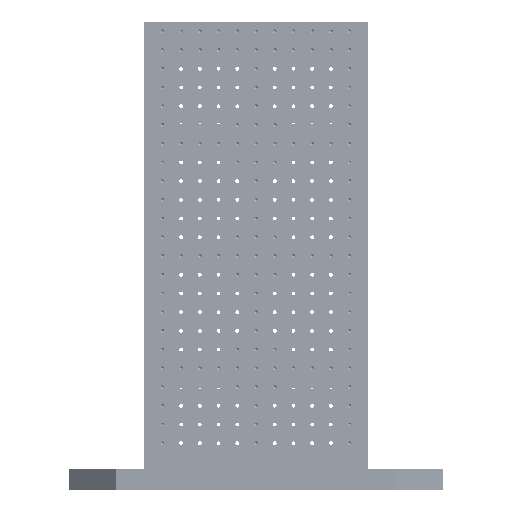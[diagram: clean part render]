
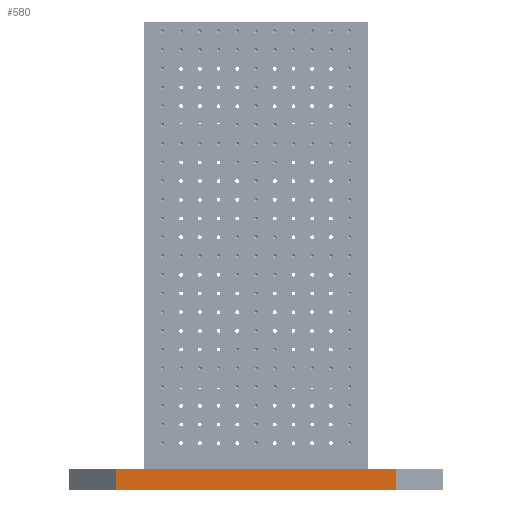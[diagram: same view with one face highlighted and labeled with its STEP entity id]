
A CAD part, left-side view. The second image highlights one B-rep face of the part: STEP entity #580.
In plain terms, the highlighted planar face has unit normal (-1, 0, 0).
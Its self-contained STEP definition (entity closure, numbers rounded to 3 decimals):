
#580 = ADVANCED_FACE( '', ( #4741 ), #4742, .F. );
#4741 = FACE_OUTER_BOUND( '', #12056, .T. );
#4742 = PLANE( '', #12057 );
#12056 = EDGE_LOOP( '', ( #22597, #22598, #22599, #22600 ) );
#12057 = AXIS2_PLACEMENT_3D( '', #22601, #22602, #22603 );
#22597 = ORIENTED_EDGE( '', *, *, #33714, .F. );
#22598 = ORIENTED_EDGE( '', *, *, #31063, .T. );
#22599 = ORIENTED_EDGE( '', *, *, #31193, .T. );
#22600 = ORIENTED_EDGE( '', *, *, #30729, .T. );
#22601 = CARTESIAN_POINT( '', ( -500., 500., 55. ) );
#22602 = DIRECTION( '', ( 1., 0., 0. ) );
#22603 = DIRECTION( '', ( 0., 1., 0. ) );
#30729 = EDGE_CURVE( '', #34813, #34810, #34814, .T. );
#31063 = EDGE_CURVE( '', #35428, #35432, #35434, .T. );
#31193 = EDGE_CURVE( '', #35432, #34813, #35671, .T. );
#33714 = EDGE_CURVE( '', #35428, #34810, #40227, .T. );
#34810 = VERTEX_POINT( '', #41370 );
#34813 = VERTEX_POINT( '', #41374 );
#34814 = LINE( '', #41375, #41376 );
#35428 = VERTEX_POINT( '', #42709 );
#35432 = VERTEX_POINT( '', #42715 );
#35434 = LINE( '', #42718, #42719 );
#35671 = LINE( '', #43065, #43066 );
#40227 = LINE( '', #50187, #50188 );
#41370 = CARTESIAN_POINT( '', ( -500., -375., 55. ) );
#41374 = CARTESIAN_POINT( '', ( -500., -375., 0. ) );
#41375 = CARTESIAN_POINT( '', ( -500., -375., 55. ) );
#41376 = VECTOR( '', #51337, 1000. );
#42709 = CARTESIAN_POINT( '', ( -500., 375., 55. ) );
#42715 = CARTESIAN_POINT( '', ( -500., 375., 0. ) );
#42718 = CARTESIAN_POINT( '', ( -500., 375., 55. ) );
#42719 = VECTOR( '', #52010, 1000. );
#43065 = CARTESIAN_POINT( '', ( -500., 500., 0. ) );
#43066 = VECTOR( '', #52313, 1000. );
#50187 = CARTESIAN_POINT( '', ( -500., 500., 55. ) );
#50188 = VECTOR( '', #58480, 1000. );
#51337 = DIRECTION( '', ( 0., 0., 1. ) );
#52010 = DIRECTION( '', ( 0., 0., -1. ) );
#52313 = DIRECTION( '', ( 0., -1., 0. ) );
#58480 = DIRECTION( '', ( 0., -1., 0. ) );
